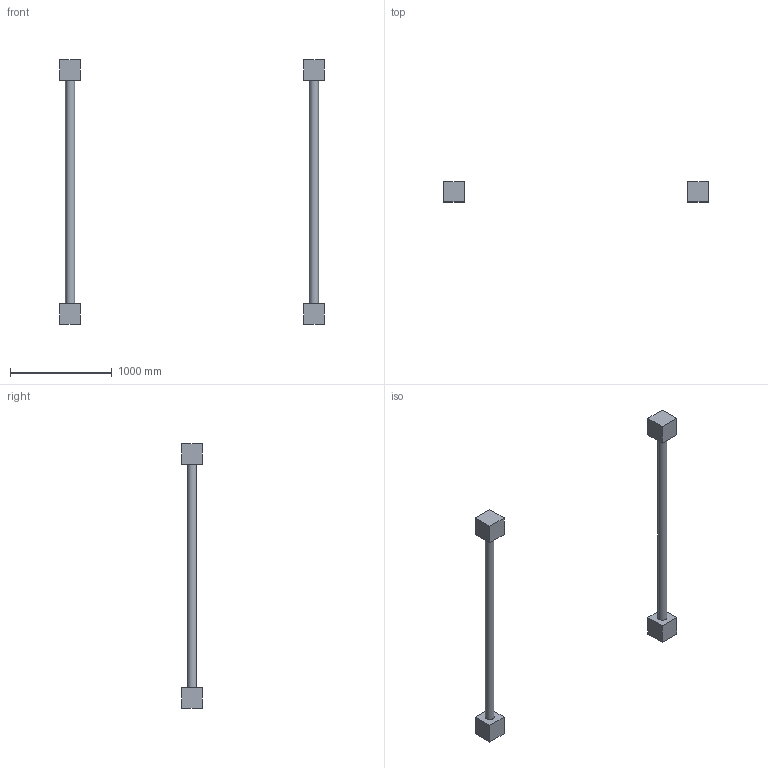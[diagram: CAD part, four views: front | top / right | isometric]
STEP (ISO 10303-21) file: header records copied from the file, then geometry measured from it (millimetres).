
FILE_DESCRIPTION(/* description */ (''),/* implementation_level */ '2;1');
FILE_NAME(/* name */ 'podstawa_ipt_15195c3c.STEP',/* time_stamp */ '2021-11-22T20:20:43+01:00',/* author */ ('nikod'),/* organization */ (''),/* preprocessor_version */ 'ST-DEVELOPER v18.1',/* originating_system */ 'Autodesk Inventor 2021',/* authorisation */ '');
FILE_SCHEMA (('AUTOMOTIVE_DESIGN { 1 0 10303 214 3 1 1 }'));
Length unit declared in the file: millimetre
Products named in the file (1): podstawa
Bounding box: 2600 x 200 x 2600 mm (x, y, z)
Volume: 59991590.5 mm3; surface area: 2178623.8 mm2
Topology: 2 solids, 2 shells, 26 faces, 58 edges, 40 vertices
Faces by surface type: plane 24, cylinder 2
Full cylindrical faces by diameter (mm): 90 x2
Entity records: 762 total; most frequent: CARTESIAN_POINT 125, DIRECTION 120, ORIENTED_EDGE 116, EDGE_CURVE 58, LINE 50, VECTOR 50, VERTEX_POINT 40, AXIS2_PLACEMENT_3D 35
